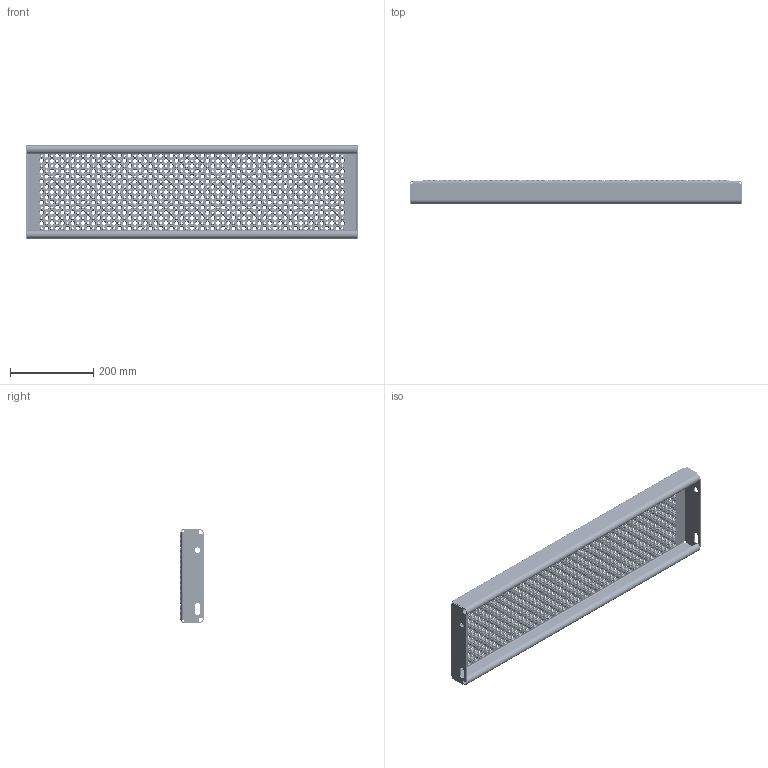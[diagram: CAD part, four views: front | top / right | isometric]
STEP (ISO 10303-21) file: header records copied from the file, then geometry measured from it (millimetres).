
FILE_DESCRIPTION (( 'STEP AP203' ), '1' );
FILE_NAME ('OPTIMO-Tread-Achil-O2-800x225x57x2,5-alu-F100836100.STEP', '2025-01-08T12:17:37', ( '' ), ( '' ), 'SwSTEP 2.0', 'SolidWorks 2025', '' );
FILE_SCHEMA (( 'CONFIG_CONTROL_DESIGN' ));
Products named in the file (1): OPTIMO-Tread-Achil-O2-800x225x57x2,5-alu-F100836100
Bounding box: 800 x 57 x 225 mm (x, y, z)
Volume: 795324.9 mm3; surface area: 699157.1 mm2
Topology: 1 solids, 1 shells, 7103 faces, 16248 edges, 10150 vertices
Faces by surface type: cone 4012, cylinder 2042, plane 1041, bspline 8
Entity records: 207541 total; most frequent: DIRECTION 40494, CARTESIAN_POINT 34066, ORIENTED_EDGE 32496, AXIS2_PLACEMENT_3D 17182, EDGE_CURVE 16248, VERTEX_POINT 10150, EDGE_LOOP 10120, CIRCLE 10086
